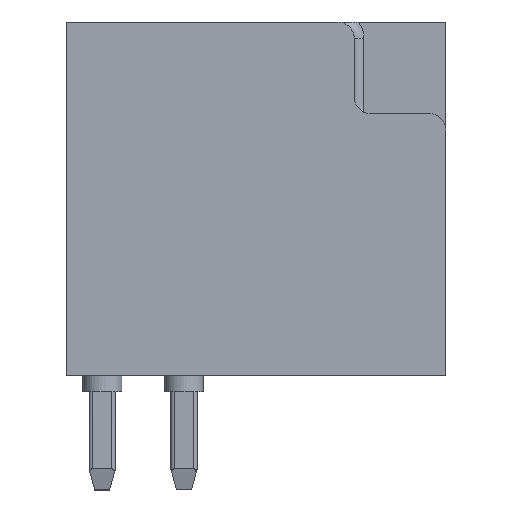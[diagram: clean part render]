
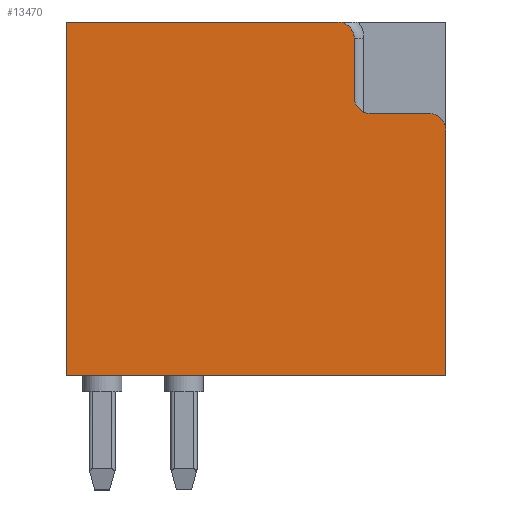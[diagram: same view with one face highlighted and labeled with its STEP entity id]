
A CAD part, left-side view. The second image highlights one B-rep face of the part: STEP entity #13470.
In plain terms, the highlighted face is planar.
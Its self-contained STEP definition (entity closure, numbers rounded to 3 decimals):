
#12650=CARTESIAN_POINT('',(-67.851,-14.717,
2.925));
#12660=DIRECTION('',(0.,0.,1.));
#12670=DIRECTION('',(1.,0.,0.));
#12680=AXIS2_PLACEMENT_3D('',#12650,#12660,#12670);
#12690=PLANE('',#12680);
#12700=CARTESIAN_POINT('',(-77.401,-12.217,
2.925));
#12710=DIRECTION('',(0.,0.,1.));
#12720=DIRECTION('',(1.,0.,0.));
#12730=AXIS2_PLACEMENT_3D('',#12700,#12710,#12720);
#12740=CIRCLE('',#12730,0.5);
#12750=CARTESIAN_POINT('',(-77.401,-11.717,
2.925));
#12760=VERTEX_POINT('',#12750);
#12770=CARTESIAN_POINT('',(-77.901,-12.217,
2.925));
#12780=VERTEX_POINT('',#12770);
#12790=EDGE_CURVE('',#12760,#12780,#12740,.T.);
#12800=ORIENTED_EDGE('',*,*,#12790,.T.);
#12810=CARTESIAN_POINT('',(0.,-11.717,
2.925));
#12820=DIRECTION('',(1.,0.,0.));
#12830=VECTOR('',#12820,1.);
#12840=LINE('',#12810,#12830);
#12850=CARTESIAN_POINT('',(-75.601,-11.717,
2.925));
#12860=VERTEX_POINT('',#12850);
#12870=EDGE_CURVE('',#12760,#12860,#12840,.T.);
#12880=ORIENTED_EDGE('',*,*,#12870,.F.);
#12890=CARTESIAN_POINT('',(-75.601,-11.217,
2.925));
#12900=DIRECTION('',(0.,0.,-1.));
#12910=DIRECTION('',(-1.,0.,0.));
#12920=AXIS2_PLACEMENT_3D('',#12890,#12900,#12910);
#12930=CIRCLE('',#12920,0.5);
#12940=CARTESIAN_POINT('',(-75.101,-11.217,
2.925));
#12950=VERTEX_POINT('',#12940);
#12960=EDGE_CURVE('',#12950,#12860,#12930,.T.);
#12970=ORIENTED_EDGE('',*,*,#12960,.T.);
#12980=CARTESIAN_POINT('',(-75.101,0.,
2.925));
#12990=DIRECTION('',(0.,1.,0.));
#13000=VECTOR('',#12990,1.);
#13010=LINE('',#12980,#13000);
#13020=CARTESIAN_POINT('',(-75.101,-9.417,
2.925));
#13030=VERTEX_POINT('',#13020);
#13040=EDGE_CURVE('',#12950,#13030,#13010,.T.);
#13050=ORIENTED_EDGE('',*,*,#13040,.F.);
#13060=CARTESIAN_POINT('',(-74.601,-9.417,
2.925));
#13070=DIRECTION('',(0.,0.,1.));
#13080=DIRECTION('',(0.,1.,0.));
#13090=AXIS2_PLACEMENT_3D('',#13060,#13070,#13080);
#13100=CIRCLE('',#13090,0.5);
#13110=CARTESIAN_POINT('',(-74.601,-8.917,
2.925));
#13120=VERTEX_POINT('',#13110);
#13130=EDGE_CURVE('',#13120,#13030,#13100,.T.);
#13140=ORIENTED_EDGE('',*,*,#13130,.T.);
#13150=CARTESIAN_POINT('',(0.,-8.917,
2.925));
#13160=DIRECTION('',(-1.,0.,0.));
#13170=VECTOR('',#13160,1.);
#13180=LINE('',#13150,#13170);
#13190=CARTESIAN_POINT('',(-67.101,-8.917,
2.925));
#13200=VERTEX_POINT('',#13190);
#13210=EDGE_CURVE('',#13200,#13120,#13180,.T.);
#13220=ORIENTED_EDGE('',*,*,#13210,.T.);
#13230=CARTESIAN_POINT('',(-67.101,53.334,
2.925));
#13240=DIRECTION('',(0.,-1.,0.));
#13250=VECTOR('',#13240,1.);
#13260=LINE('',#13230,#13250);
#13270=CARTESIAN_POINT('',(-67.101,-20.517,
2.925));
#13280=VERTEX_POINT('',#13270);
#13290=EDGE_CURVE('',#13200,#13280,#13260,.T.);
#13300=ORIENTED_EDGE('',*,*,#13290,.F.);
#13310=CARTESIAN_POINT('',(0.,-20.517,
2.925));
#13320=DIRECTION('',(1.,0.,0.));
#13330=VECTOR('',#13320,1.);
#13340=LINE('',#13310,#13330);
#13350=CARTESIAN_POINT('',(-77.901,-20.517,
2.925));
#13360=VERTEX_POINT('',#13350);
#13370=EDGE_CURVE('',#13360,#13280,#13340,.T.);
#13380=ORIENTED_EDGE('',*,*,#13370,.T.);
#13390=CARTESIAN_POINT('',(-77.901,0.,
2.925));
#13400=DIRECTION('',(0.,1.,0.));
#13410=VECTOR('',#13400,1.);
#13420=LINE('',#13390,#13410);
#13430=EDGE_CURVE('',#13360,#12780,#13420,.T.);
#13440=ORIENTED_EDGE('',*,*,#13430,.F.);
#13450=EDGE_LOOP('',(#13440,#13380,#13300,#13220,#13140,#13050,#12970,
#12880,#12800));
#13460=FACE_OUTER_BOUND('',#13450,.T.);
#13470=ADVANCED_FACE('',(#13460),#12690,.T.);
